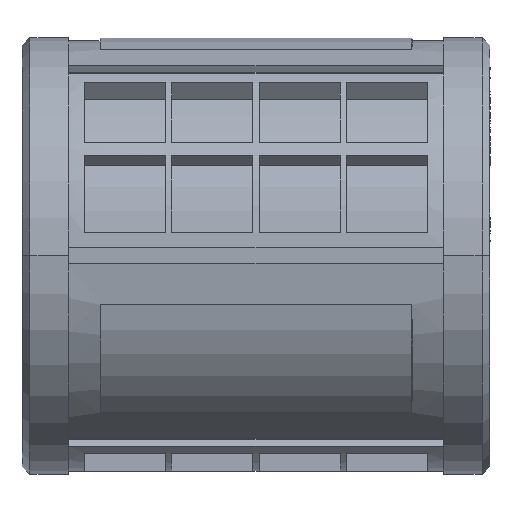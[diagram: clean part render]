
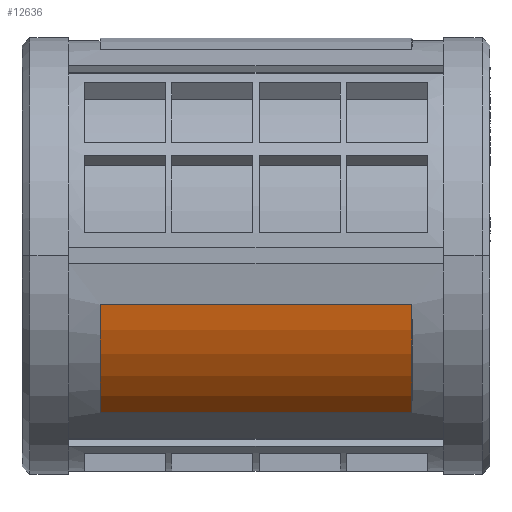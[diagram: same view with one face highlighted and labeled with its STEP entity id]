
A CAD part, top view. The second image highlights one B-rep face of the part: STEP entity #12636.
In plain terms, the highlighted cylindrical face has radius 10.492 mm (diameter 20.984 mm), a partial arc.
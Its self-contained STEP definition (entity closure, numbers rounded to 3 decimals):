
#1120 = DIRECTION ( 'NONE',  ( -1., 0., 0. ) ) ;
#1751 = CARTESIAN_POINT ( 'NONE',  ( -10., -10.068, 9.438 ) ) ;
#1870 = EDGE_CURVE ( 'NONE', #4843, #22628, #5715, .T. ) ;
#3147 = DIRECTION ( 'NONE',  ( -1., 0., 0. ) ) ;
#3202 = DIRECTION ( 'NONE',  ( 0., -0.866, -0.5 ) ) ;
#3972 = LINE ( 'NONE', #8329, #18051 ) ;
#4843 = VERTEX_POINT ( 'NONE', #19936 ) ;
#5715 = CIRCLE ( 'NONE', #24976, 10.492 ) ;
#5917 = ORIENTED_EDGE ( 'NONE', *, *, #28989, .F. ) ;
#6098 = AXIS2_PLACEMENT_3D ( 'NONE', #25387, #27836, #3202 ) ;
#6480 = CARTESIAN_POINT ( 'NONE',  ( -10., -1.754, 3.038 ) ) ;
#7752 = ORIENTED_EDGE ( 'NONE', *, *, #1870, .T. ) ;
#8001 = CARTESIAN_POINT ( 'NONE',  ( 10., -1.754, 3.038 ) ) ;
#8096 = DIRECTION ( 'NONE',  ( -1., 0., 0. ) ) ;
#8329 = CARTESIAN_POINT ( 'NONE',  ( 10., -10.068, 9.438 ) ) ;
#8644 = DIRECTION ( 'NONE',  ( 1., 0., 0. ) ) ;
#10929 = CYLINDRICAL_SURFACE ( 'NONE', #22685, 10.492 ) ;
#11533 = CARTESIAN_POINT ( 'NONE',  ( 10., -10.068, 9.438 ) ) ;
#12312 = DIRECTION ( 'NONE',  ( 0., 0., 1. ) ) ;
#12636 = ADVANCED_FACE ( 'NONE', ( #25761 ), #10929, .T. ) ;
#13173 = EDGE_CURVE ( 'NONE', #22404, #24851, #15884, .T. ) ;
#14391 = CARTESIAN_POINT ( 'NONE',  ( 10., -3.14, 13.438 ) ) ;
#14787 = VECTOR ( 'NONE', #3147, 1000. ) ;
#15504 = LINE ( 'NONE', #14391, #14787 ) ;
#15884 = CIRCLE ( 'NONE', #6098, 10.492 ) ;
#18051 = VECTOR ( 'NONE', #1120, 1000. ) ;
#19936 = CARTESIAN_POINT ( 'NONE',  ( -10., -3.14, 13.438 ) ) ;
#21308 = ORIENTED_EDGE ( 'NONE', *, *, #23597, .T. ) ;
#21650 = ORIENTED_EDGE ( 'NONE', *, *, #13173, .F. ) ;
#22404 = VERTEX_POINT ( 'NONE', #25398 ) ;
#22628 = VERTEX_POINT ( 'NONE', #1751 ) ;
#22685 = AXIS2_PLACEMENT_3D ( 'NONE', #8001, #8096, #12312 ) ;
#23597 = EDGE_CURVE ( 'NONE', #22404, #4843, #15504, .T. ) ;
#24851 = VERTEX_POINT ( 'NONE', #11533 ) ;
#24976 = AXIS2_PLACEMENT_3D ( 'NONE', #6480, #8644, #28859 ) ;
#25387 = CARTESIAN_POINT ( 'NONE',  ( 10., -1.754, 3.038 ) ) ;
#25398 = CARTESIAN_POINT ( 'NONE',  ( 10., -3.14, 13.438 ) ) ;
#25609 = EDGE_LOOP ( 'NONE', ( #7752, #5917, #21650, #21308 ) ) ;
#25761 = FACE_OUTER_BOUND ( 'NONE', #25609, .T. ) ;
#27836 = DIRECTION ( 'NONE',  ( 1., 0., 0. ) ) ;
#28859 = DIRECTION ( 'NONE',  ( 0., -0.866, -0.5 ) ) ;
#28989 = EDGE_CURVE ( 'NONE', #24851, #22628, #3972, .T. ) ;
